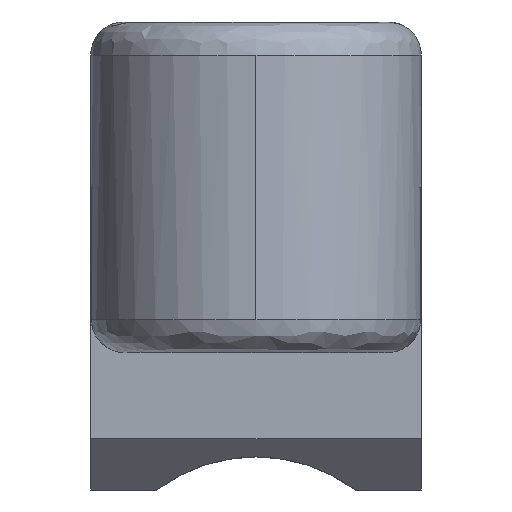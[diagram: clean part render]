
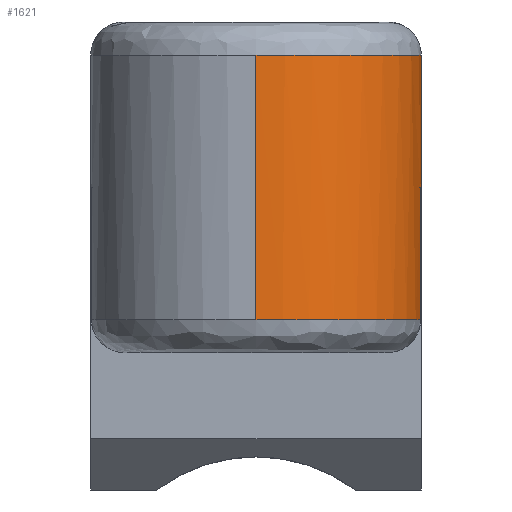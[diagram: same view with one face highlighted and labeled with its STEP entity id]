
A CAD part, left-side view. The second image highlights one B-rep face of the part: STEP entity #1621.
In plain terms, the highlighted cylindrical face has radius 5 mm (diameter 10 mm), a partial arc.
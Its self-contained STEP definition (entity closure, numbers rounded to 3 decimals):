
#119 = EDGE_CURVE ( 'NONE', #1296, #375, #832, .T. ) ;
#128 = ORIENTED_EDGE ( 'NONE', *, *, #2680, .T. ) ;
#148 = ORIENTED_EDGE ( 'NONE', *, *, #119, .T. ) ;
#176 = LINE ( 'NONE', #780, #2279 ) ;
#194 = AXIS2_PLACEMENT_3D ( 'NONE', #2163, #1942, #1284 ) ;
#330 = CIRCLE ( 'NONE', #510, 5. ) ;
#375 = VERTEX_POINT ( 'NONE', #443 ) ;
#443 = CARTESIAN_POINT ( 'NONE',  ( -0.5, -4.975, 5. ) ) ;
#510 = AXIS2_PLACEMENT_3D ( 'NONE', #637, #2402, #2845 ) ;
#626 = VERTEX_POINT ( 'NONE', #740 ) ;
#637 = CARTESIAN_POINT ( 'NONE',  ( 0., 0., 1. ) ) ;
#740 = CARTESIAN_POINT ( 'NONE',  ( 0., -5., 5. ) ) ;
#744 = VERTEX_POINT ( 'NONE', #1215 ) ;
#780 = CARTESIAN_POINT ( 'NONE',  ( -5., 0., 10. ) ) ;
#818 = DIRECTION ( 'NONE',  ( 0., 0., 1. ) ) ;
#832 = LINE ( 'NONE', #2629, #1305 ) ;
#934 = ORIENTED_EDGE ( 'NONE', *, *, #2086, .T. ) ;
#944 = DIRECTION ( 'NONE',  ( 0., 0., 1. ) ) ;
#1013 = CARTESIAN_POINT ( 'NONE',  ( -5., 0., 1. ) ) ;
#1048 = DIRECTION ( 'NONE',  ( 0., 0., 1. ) ) ;
#1090 = ORIENTED_EDGE ( 'NONE', *, *, #2480, .T. ) ;
#1134 = ORIENTED_EDGE ( 'NONE', *, *, #2062, .T. ) ;
#1146 = DIRECTION ( 'NONE',  ( -1., 0., 0. ) ) ;
#1183 = CARTESIAN_POINT ( 'NONE',  ( -0.5, -4.975, 1. ) ) ;
#1215 = CARTESIAN_POINT ( 'NONE',  ( -5., 0., 9. ) ) ;
#1268 = DIRECTION ( 'NONE',  ( 1., 0., 0. ) ) ;
#1284 = DIRECTION ( 'NONE',  ( -1., 0., 0. ) ) ;
#1296 = VERTEX_POINT ( 'NONE', #1183 ) ;
#1305 = VECTOR ( 'NONE', #1306, 1000. ) ;
#1306 = DIRECTION ( 'NONE',  ( 0., 0., 1. ) ) ;
#1389 = CYLINDRICAL_SURFACE ( 'NONE', #194, 5. ) ;
#1483 = VECTOR ( 'NONE', #818, 1000. ) ;
#1489 = FACE_OUTER_BOUND ( 'NONE', #1813, .T. ) ;
#1524 = CARTESIAN_POINT ( 'NONE',  ( 0., 0., 5. ) ) ;
#1607 = CIRCLE ( 'NONE', #2114, 5. ) ;
#1621 = ADVANCED_FACE ( 'NONE', ( #1489 ), #1389, .T. ) ;
#1813 = EDGE_LOOP ( 'NONE', ( #2763, #1134, #1090, #148, #128, #934 ) ) ;
#1920 = DIRECTION ( 'NONE',  ( 0., 0., -1. ) ) ;
#1942 = DIRECTION ( 'NONE',  ( 0., 0., -1. ) ) ;
#1979 = CIRCLE ( 'NONE', #2348, 5. ) ;
#1993 = VERTEX_POINT ( 'NONE', #2287 ) ;
#2060 = VERTEX_POINT ( 'NONE', #1013 ) ;
#2062 = EDGE_CURVE ( 'NONE', #744, #2060, #176, .T. ) ;
#2086 = EDGE_CURVE ( 'NONE', #626, #1993, #2532, .T. ) ;
#2093 = CARTESIAN_POINT ( 'NONE',  ( 0., -5., 10. ) ) ;
#2114 = AXIS2_PLACEMENT_3D ( 'NONE', #1524, #944, #1146 ) ;
#2163 = CARTESIAN_POINT ( 'NONE',  ( 0., 0., 10. ) ) ;
#2279 = VECTOR ( 'NONE', #1920, 1000. ) ;
#2287 = CARTESIAN_POINT ( 'NONE',  ( 0., -5., 9. ) ) ;
#2348 = AXIS2_PLACEMENT_3D ( 'NONE', #2595, #1048, #1268 ) ;
#2402 = DIRECTION ( 'NONE',  ( 0., 0., 1. ) ) ;
#2480 = EDGE_CURVE ( 'NONE', #2060, #1296, #330, .T. ) ;
#2532 = LINE ( 'NONE', #2093, #1483 ) ;
#2595 = CARTESIAN_POINT ( 'NONE',  ( 0., 0., 9. ) ) ;
#2629 = CARTESIAN_POINT ( 'NONE',  ( -0.5, -4.975, 10. ) ) ;
#2680 = EDGE_CURVE ( 'NONE', #375, #626, #1607, .T. ) ;
#2757 = EDGE_CURVE ( 'NONE', #744, #1993, #1979, .T. ) ;
#2763 = ORIENTED_EDGE ( 'NONE', *, *, #2757, .F. ) ;
#2845 = DIRECTION ( 'NONE',  ( -1., 0., 0. ) ) ;
